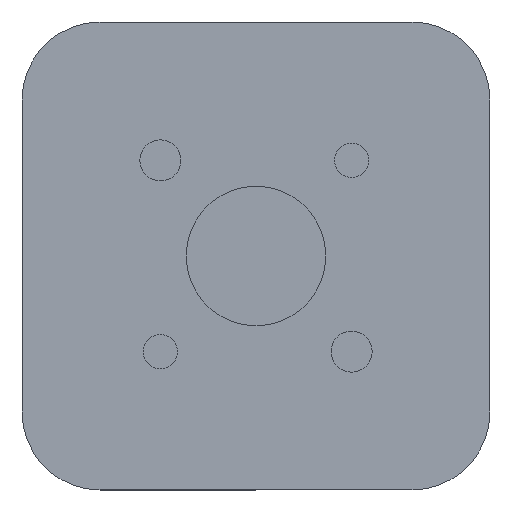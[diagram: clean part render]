
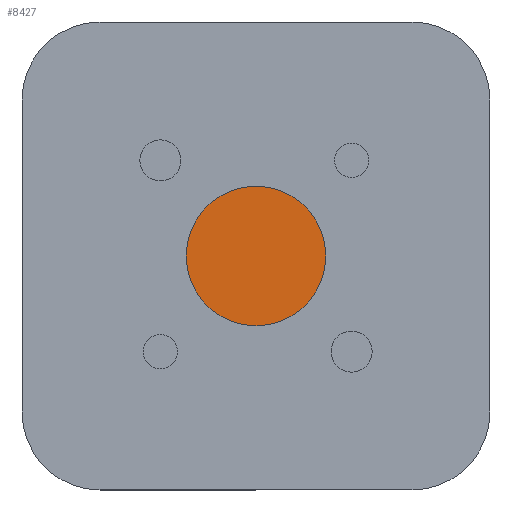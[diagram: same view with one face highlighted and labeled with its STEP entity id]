
A CAD part, left-side view. The second image highlights one B-rep face of the part: STEP entity #8427.
In plain terms, the highlighted planar face has unit normal (-1, 0, 0).
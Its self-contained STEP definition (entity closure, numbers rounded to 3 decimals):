
#162 = VERTEX_POINT ( 'NONE', #9756 ) ;
#163 = VERTEX_POINT ( 'NONE', #9757 ) ;
#4130 = PLANE ( 'NONE',  #5592 ) ;
#4179 = CARTESIAN_POINT ( 'NONE',  ( -21.321, 8.5, 0. ) ) ;
#4188 = DIRECTION ( 'NONE',  ( 1., 0., 0. ) ) ;
#4189 = DIRECTION ( 'NONE',  ( 0., 0., -1. ) ) ;
#4668 = EDGE_LOOP ( 'NONE', ( #9083, #9084 ) ) ;
#5592 = AXIS2_PLACEMENT_3D ( 'NONE', #4179, #4188, #4189 ) ;
#6107 = FACE_OUTER_BOUND ( 'NONE', #4668, .T. ) ;
#7073 = EDGE_CURVE ( 'NONE', #163, #162, #9382, .T. ) ;
#7199 = EDGE_CURVE ( 'NONE', #162, #163, #9581, .T. ) ;
#7918 = AXIS2_PLACEMENT_3D ( 'NONE', #10462, #10463, #10464 ) ;
#7958 = AXIS2_PLACEMENT_3D ( 'NONE', #10766, #10768, #10769 ) ;
#8427 = ADVANCED_FACE ( 'NONE', ( #6107 ), #4130, .F. ) ;
#9083 = ORIENTED_EDGE ( 'NONE', *, *, #7199, .T. ) ;
#9084 = ORIENTED_EDGE ( 'NONE', *, *, #7073, .T. ) ;
#9382 = CIRCLE ( 'NONE', #7918, 8.5 ) ;
#9581 = CIRCLE ( 'NONE', #7958, 8.5 ) ;
#9756 = CARTESIAN_POINT ( 'NONE',  ( -21.321, 0., 8.5 ) ) ;
#9757 = CARTESIAN_POINT ( 'NONE',  ( -21.321, 0., -8.5 ) ) ;
#10462 = CARTESIAN_POINT ( 'NONE',  ( -21.321, 0., 0. ) ) ;
#10463 = DIRECTION ( 'NONE',  ( -1., 0., 0. ) ) ;
#10464 = DIRECTION ( 'NONE',  ( 0., 0., 1. ) ) ;
#10766 = CARTESIAN_POINT ( 'NONE',  ( -21.321, 0., 0. ) ) ;
#10768 = DIRECTION ( 'NONE',  ( -1., 0., 0. ) ) ;
#10769 = DIRECTION ( 'NONE',  ( 0., 0., 1. ) ) ;
